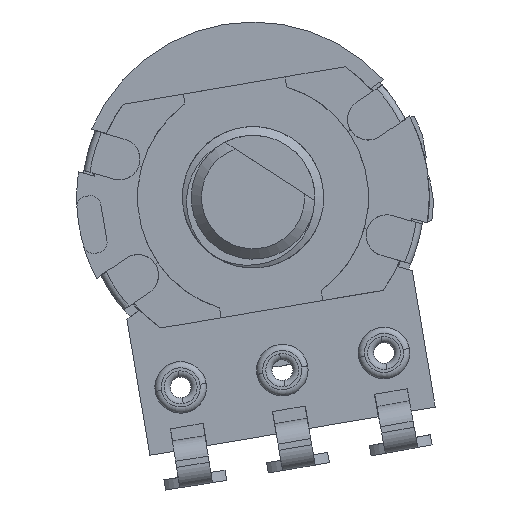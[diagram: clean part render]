
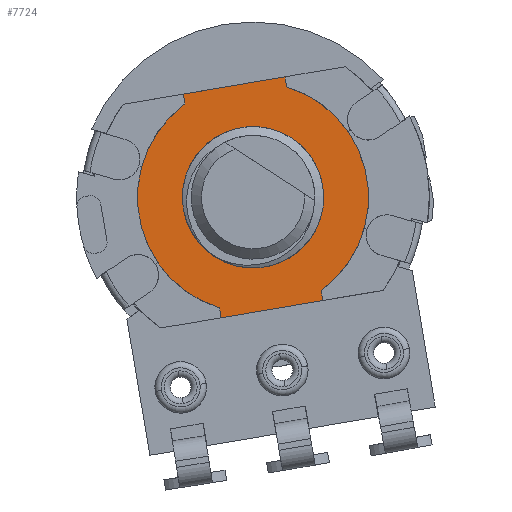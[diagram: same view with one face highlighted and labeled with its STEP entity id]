
A CAD part, front view. The second image highlights one B-rep face of the part: STEP entity #7724.
In plain terms, the highlighted planar face has unit normal (0, -1, 0).
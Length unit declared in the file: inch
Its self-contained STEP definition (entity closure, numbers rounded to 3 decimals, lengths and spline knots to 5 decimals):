
#15=DIRECTION('',(0.167,0.,-0.986));
#16=VECTOR('',#15,0.01925);
#17=CARTESIAN_POINT('',(0.85574,1.23643,0.07217));
#18=LINE('',#17,#16);
#19=CARTESIAN_POINT('',(0.79486,1.23643,-0.15776));
#20=DIRECTION('',(0.,-1.,0.));
#21=DIRECTION('',(0.59,0.,-0.808));
#22=AXIS2_PLACEMENT_3D('',#19,#20,#21);
#24=DIRECTION('',(-0.167,0.,0.986));
#25=VECTOR('',#24,0.01925);
#26=CARTESIAN_POINT('',(0.92806,1.23643,-0.35482));
#27=LINE('',#26,#25);
#28=DIRECTION('',(0.986,0.,0.167));
#29=VECTOR('',#28,0.19685);
#30=CARTESIAN_POINT('',(0.73397,1.23643,-0.38769));
#31=LINE('',#30,#29);
#32=DIRECTION('',(-0.167,0.,0.986));
#33=VECTOR('',#32,0.01925);
#34=CARTESIAN_POINT('',(0.73397,1.23643,-0.38769));
#35=LINE('',#34,#33);
#36=CARTESIAN_POINT('',(0.79486,1.23643,-0.15776));
#37=DIRECTION('',(0.,-1.,0.));
#38=DIRECTION('',(-0.59,0.,0.808));
#39=AXIS2_PLACEMENT_3D('',#36,#37,#38);
#41=DIRECTION('',(0.167,0.,-0.986));
#42=VECTOR('',#41,0.01925);
#43=CARTESIAN_POINT('',(0.66165,1.23643,0.0393));
#44=LINE('',#43,#42);
#45=DIRECTION('',(-0.986,0.,-0.167));
#46=VECTOR('',#45,0.19685);
#47=CARTESIAN_POINT('',(0.85574,1.23643,0.07217));
#48=LINE('',#47,#46);
#49=CARTESIAN_POINT('',(0.79486,1.23643,-0.15776));
#50=DIRECTION('',(0.,-1.,0.));
#51=DIRECTION('',(0.986,0.,0.167));
#52=AXIS2_PLACEMENT_3D('',#49,#50,#51);
#54=CARTESIAN_POINT('',(0.79486,1.23643,-0.15776));
#55=DIRECTION('',(0.,-1.,0.));
#56=DIRECTION('',(-0.986,0.,-0.167));
#57=AXIS2_PLACEMENT_3D('',#54,#55,#56);
#6224=CARTESIAN_POINT('',(0.85574,1.23643,
0.07217));
#6225=CARTESIAN_POINT('',(0.85896,1.23643,
0.05318));
#6226=VERTEX_POINT('',#6224);
#6227=VERTEX_POINT('',#6225);
#6228=CARTESIAN_POINT('',(0.92484,1.23643,
-0.33584));
#6229=VERTEX_POINT('',#6228);
#6230=CARTESIAN_POINT('',(0.92806,1.23643,
-0.35482));
#6231=VERTEX_POINT('',#6230);
#6232=CARTESIAN_POINT('',(0.73397,1.23643,
-0.38769));
#6233=CARTESIAN_POINT('',(0.73075,1.23643,
-0.36871));
#6234=VERTEX_POINT('',#6232);
#6235=VERTEX_POINT('',#6233);
#6236=CARTESIAN_POINT('',(0.66487,1.23643,
0.02031));
#6237=VERTEX_POINT('',#6236);
#6238=CARTESIAN_POINT('',(0.66165,1.23643,
0.0393));
#6239=VERTEX_POINT('',#6238);
#6275=CARTESIAN_POINT('',(0.66191,1.23643,
-0.18028));
#6277=VERTEX_POINT('',#6275);
#6295=CARTESIAN_POINT('',(0.9278,1.23643,
-0.13525));
#6296=VERTEX_POINT('',#6295);
#7695=CARTESIAN_POINT('',(0.79486,1.23643,
-0.15776));
#7696=DIRECTION('',(0.,1.,0.));
#7697=DIRECTION('',(0.167,0.,-0.986));
#7698=AXIS2_PLACEMENT_3D('',#7695,#7696,#7697);
#7699=PLANE('',#7698);
#7701=ORIENTED_EDGE('',*,*,#7700,.T.);
#7703=ORIENTED_EDGE('',*,*,#7702,.F.);
#7705=ORIENTED_EDGE('',*,*,#7704,.F.);
#7707=ORIENTED_EDGE('',*,*,#7706,.F.);
#7709=ORIENTED_EDGE('',*,*,#7708,.T.);
#7711=ORIENTED_EDGE('',*,*,#7710,.F.);
#7713=ORIENTED_EDGE('',*,*,#7712,.F.);
#7715=ORIENTED_EDGE('',*,*,#7714,.F.);
#7716=EDGE_LOOP('',(#7701,#7703,#7705,#7707,#7709,#7711,#7713,#7715));
#7717=FACE_OUTER_BOUND('',#7716,.F.);
#7719=ORIENTED_EDGE('',*,*,#7718,.T.);
#7721=ORIENTED_EDGE('',*,*,#7720,.T.);
#7722=EDGE_LOOP('',(#7719,#7721));
#7723=FACE_BOUND('',#7722,.F.);
#7724=ADVANCED_FACE('',(#7717,#7723),#7699,.F.);
#23=CIRCLE('',#22,0.22047);
#40=CIRCLE('',#39,0.22047);
#53=CIRCLE('',#52,0.13484);
#58=CIRCLE('',#57,0.13484);
#7700=EDGE_CURVE('',#6226,#6227,#18,.T.);
#7702=EDGE_CURVE('',#6229,#6227,#23,.T.);
#7704=EDGE_CURVE('',#6231,#6229,#27,.T.);
#7706=EDGE_CURVE('',#6234,#6231,#31,.T.);
#7708=EDGE_CURVE('',#6234,#6235,#35,.T.);
#7710=EDGE_CURVE('',#6237,#6235,#40,.T.);
#7712=EDGE_CURVE('',#6239,#6237,#44,.T.);
#7714=EDGE_CURVE('',#6226,#6239,#48,.T.);
#7718=EDGE_CURVE('',#6296,#6277,#53,.T.);
#7720=EDGE_CURVE('',#6277,#6296,#58,.T.);
